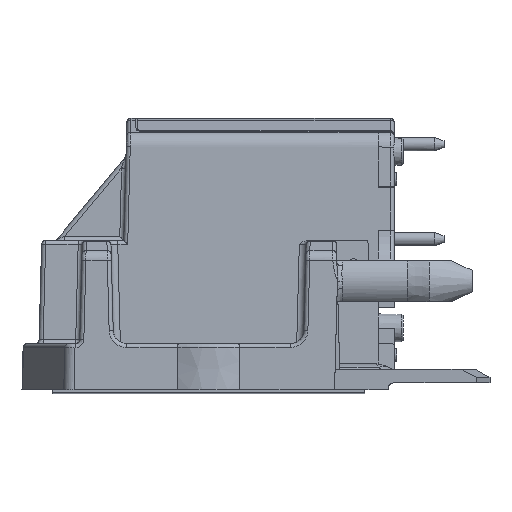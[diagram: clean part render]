
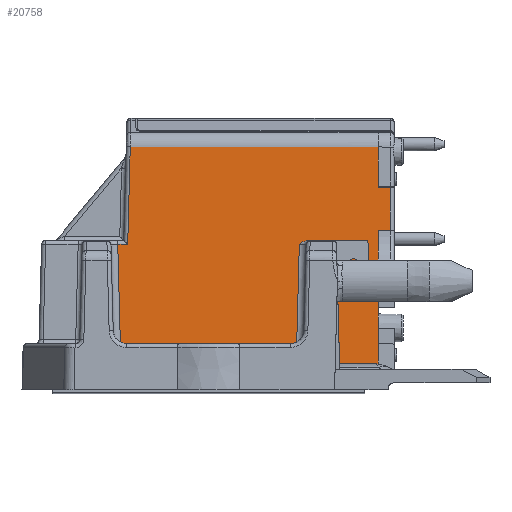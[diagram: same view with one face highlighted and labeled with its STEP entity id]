
A CAD part, left-side view. The second image highlights one B-rep face of the part: STEP entity #20758.
In plain terms, the highlighted planar face has unit normal (-1, 0, 0.026).
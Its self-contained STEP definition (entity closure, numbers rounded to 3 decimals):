
#280=B_SPLINE_CURVE_WITH_KNOTS('',3,(#30516,#30517,#30518,#30519,#30520,
#30521,#30522),.UNSPECIFIED.,.F.,.F.,(4,1,1,1,4),(0.,0.25,0.5,0.75,1.),
 .UNSPECIFIED.);
#361=ELLIPSE('',#21288,2.001,2.);
#385=ELLIPSE('',#21348,0.3,0.3);
#692=LINE('',#27469,#1878);
#716=LINE('',#27584,#1902);
#915=LINE('',#30234,#2101);
#917=LINE('',#30242,#2103);
#1033=LINE('',#30879,#2219);
#1045=LINE('',#30929,#2231);
#1050=LINE('',#30947,#2236);
#1297=LINE('',#31706,#2483);
#1309=LINE('',#31731,#2495);
#1333=LINE('',#31801,#2519);
#1334=LINE('',#31802,#2520);
#1335=LINE('',#31803,#2521);
#1336=LINE('',#31805,#2522);
#1337=LINE('',#31807,#2523);
#1338=LINE('',#31809,#2524);
#1339=LINE('',#31811,#2525);
#1340=LINE('',#31812,#2526);
#1878=VECTOR('',#22978,1000.);
#1902=VECTOR('',#23048,1000.);
#2101=VECTOR('',#23841,1000.);
#2103=VECTOR('',#23849,1000.);
#2219=VECTOR('',#24267,1000.);
#2231=VECTOR('',#24293,1000.);
#2236=VECTOR('',#24312,1000.);
#2483=VECTOR('',#24999,1000.);
#2495=VECTOR('',#25035,1000.);
#2519=VECTOR('',#25125,1000.);
#2520=VECTOR('',#25126,1000.);
#2521=VECTOR('',#25127,1000.);
#2522=VECTOR('',#25128,1000.);
#2523=VECTOR('',#25129,1000.);
#2524=VECTOR('',#25130,1000.);
#2525=VECTOR('',#25131,1000.);
#2526=VECTOR('',#25132,1000.);
#3103=PLANE('',#22024);
#5782=ORIENTED_EDGE('',*,*,#8596,.T.);
#5783=ORIENTED_EDGE('',*,*,#8373,.F.);
#5784=ORIENTED_EDGE('',*,*,#8377,.F.);
#5785=ORIENTED_EDGE('',*,*,#8623,.F.);
#5786=ORIENTED_EDGE('',*,*,#8981,.T.);
#5787=ORIENTED_EDGE('',*,*,#8614,.T.);
#5788=ORIENTED_EDGE('',*,*,#8427,.F.);
#5789=ORIENTED_EDGE('',*,*,#8969,.F.);
#5790=ORIENTED_EDGE('',*,*,#8004,.F.);
#5791=ORIENTED_EDGE('',*,*,#9017,.T.);
#5792=ORIENTED_EDGE('',*,*,#7869,.T.);
#5793=ORIENTED_EDGE('',*,*,#7859,.F.);
#5794=ORIENTED_EDGE('',*,*,#9018,.F.);
#5795=ORIENTED_EDGE('',*,*,#9019,.T.);
#5796=ORIENTED_EDGE('',*,*,#9020,.T.);
#5797=ORIENTED_EDGE('',*,*,#9021,.T.);
#5798=ORIENTED_EDGE('',*,*,#9022,.T.);
#5799=ORIENTED_EDGE('',*,*,#9023,.T.);
#5800=ORIENTED_EDGE('',*,*,#7829,.T.);
#5801=ORIENTED_EDGE('',*,*,#9024,.F.);
#7829=EDGE_CURVE('',#9887,#9888,#692,.T.);
#7859=EDGE_CURVE('',#9910,#9911,#361,.T.);
#7869=EDGE_CURVE('',#9917,#9911,#716,.T.);
#8004=EDGE_CURVE('',#10019,#10020,#385,.T.);
#8373=EDGE_CURVE('',#10256,#10255,#915,.T.);
#8377=EDGE_CURVE('',#10260,#10256,#917,.T.);
#8427=EDGE_CURVE('',#10293,#10294,#280,.F.);
#8596=EDGE_CURVE('',#10410,#10255,#1033,.T.);
#8614=EDGE_CURVE('',#10423,#10294,#1045,.T.);
#8623=EDGE_CURVE('',#10426,#10260,#1050,.T.);
#8969=EDGE_CURVE('',#10020,#10293,#1297,.T.);
#8981=EDGE_CURVE('',#10426,#10423,#1309,.T.);
#9017=EDGE_CURVE('',#10019,#9917,#1333,.T.);
#9018=EDGE_CURVE('',#10619,#9910,#1334,.T.);
#9019=EDGE_CURVE('',#10619,#10631,#1335,.T.);
#9020=EDGE_CURVE('',#10631,#10632,#1336,.T.);
#9021=EDGE_CURVE('',#10632,#10633,#1337,.T.);
#9022=EDGE_CURVE('',#10633,#10634,#1338,.T.);
#9023=EDGE_CURVE('',#10634,#9887,#1339,.T.);
#9024=EDGE_CURVE('',#10410,#9888,#1340,.T.);
#9887=VERTEX_POINT('',#27466);
#9888=VERTEX_POINT('',#27468);
#9910=VERTEX_POINT('',#27549);
#9911=VERTEX_POINT('',#27551);
#9917=VERTEX_POINT('',#27585);
#10019=VERTEX_POINT('',#28442);
#10020=VERTEX_POINT('',#28444);
#10255=VERTEX_POINT('',#30221);
#10256=VERTEX_POINT('',#30232);
#10260=VERTEX_POINT('',#30241);
#10293=VERTEX_POINT('',#30523);
#10294=VERTEX_POINT('',#30524);
#10410=VERTEX_POINT('',#30880);
#10423=VERTEX_POINT('',#30930);
#10426=VERTEX_POINT('',#30940);
#10619=VERTEX_POINT('',#31739);
#10631=VERTEX_POINT('',#31804);
#10632=VERTEX_POINT('',#31806);
#10633=VERTEX_POINT('',#31808);
#10634=VERTEX_POINT('',#31810);
#12064=EDGE_LOOP('',(#5782,#5783,#5784,#5785,#5786,#5787,#5788,#5789,#5790,
#5791,#5792,#5793,#5794,#5795,#5796,#5797,#5798,#5799,#5800,#5801));
#13153=FACE_BOUND('',#12064,.T.);
#20758=ADVANCED_FACE('',(#13153),#3103,.T.);
#21288=AXIS2_PLACEMENT_3D('',#27550,#23029,#23030);
#21348=AXIS2_PLACEMENT_3D('',#28443,#23206,#23207);
#22024=AXIS2_PLACEMENT_3D('',#31800,#25123,#25124);
#22978=DIRECTION('',(0.026,0.,1.));
#23029=DIRECTION('',(-1.,0.,0.026));
#23030=DIRECTION('',(-0.026,0.,-1.));
#23048=DIRECTION('',(0.,-1.,0.));
#23206=DIRECTION('',(-1.,0.,0.026));
#23207=DIRECTION('',(0.026,0.,1.));
#23841=DIRECTION('',(0.026,-0.026,0.999));
#23849=DIRECTION('',(0.,-1.,0.));
#24267=DIRECTION('',(0.,1.,0.));
#24293=DIRECTION('',(0.026,-0.026,0.999));
#24312=DIRECTION('',(0.026,0.026,0.999));
#24999=DIRECTION('',(0.,1.,0.));
#25035=DIRECTION('',(0.,-1.,0.));
#25123=DIRECTION('',(-1.,0.,0.026));
#25124=DIRECTION('',(0.026,0.,1.));
#25125=DIRECTION('',(-0.026,-0.026,-0.999));
#25126=DIRECTION('',(-0.026,0.,-1.));
#25127=DIRECTION('',(0.026,0.,1.));
#25128=DIRECTION('',(0.026,0.,1.));
#25129=DIRECTION('',(0.,-1.,0.));
#25130=DIRECTION('',(0.026,0.,1.));
#25131=DIRECTION('',(0.,1.,0.));
#25132=DIRECTION('',(-0.026,0.,-1.));
#27466=CARTESIAN_POINT('',(-30.199,-12.5,14.907));
#27468=CARTESIAN_POINT('',(-30.196,-12.5,15.01));
#27469=CARTESIAN_POINT('',(-30.301,-12.5,10.995));
#27549=CARTESIAN_POINT('',(-30.539,-12.5,1.892));
#27550=CARTESIAN_POINT('',(-30.592,-12.323,-0.1));
#27551=CARTESIAN_POINT('',(-30.539,-12.323,1.9));
#27584=CARTESIAN_POINT('',(-30.539,0.,1.9));
#27585=CARTESIAN_POINT('',(-30.539,-9.66,1.9));
#28442=CARTESIAN_POINT('',(-30.309,-9.429,10.708));
#28443=CARTESIAN_POINT('',(-30.309,-9.129,10.7));
#28444=CARTESIAN_POINT('',(-30.301,-9.129,11.));
#30221=CARTESIAN_POINT('',(-30.12,5.769,17.898));
#30232=CARTESIAN_POINT('',(-30.309,5.958,10.708));
#30234=CARTESIAN_POINT('',(-30.496,6.145,3.561));
#30241=CARTESIAN_POINT('',(-30.309,6.692,10.708));
#30242=CARTESIAN_POINT('',(-30.309,6.699,10.708));
#30516=CARTESIAN_POINT('',(-30.309,-6.692,10.708));
#30517=CARTESIAN_POINT('',(-30.307,-6.752,10.755));
#30518=CARTESIAN_POINT('',(-30.305,-6.867,10.837));
#30519=CARTESIAN_POINT('',(-30.303,-6.966,10.904));
#30520=CARTESIAN_POINT('',(-30.301,-7.154,10.987));
#30521=CARTESIAN_POINT('',(-30.301,-7.257,11.));
#30522=CARTESIAN_POINT('',(-30.301,-7.31,11.));
#30523=CARTESIAN_POINT('',(-30.301,-7.31,11.));
#30524=CARTESIAN_POINT('',(-30.309,-6.692,10.708));
#30879=CARTESIAN_POINT('',(-30.12,0.,17.898));
#30880=CARTESIAN_POINT('',(-30.12,-12.5,17.898));
#30929=CARTESIAN_POINT('',(-30.301,-6.7,11.013));
#30930=CARTESIAN_POINT('',(-30.5,-6.5,3.4));
#30940=CARTESIAN_POINT('',(-30.5,6.5,3.4));
#30947=CARTESIAN_POINT('',(-30.5,6.501,3.413));
#31706=CARTESIAN_POINT('',(-30.301,0.,11.));
#31731=CARTESIAN_POINT('',(-30.5,0.,3.4));
#31739=CARTESIAN_POINT('',(-30.5,-12.5,3.4));
#31800=CARTESIAN_POINT('',(-30.5,0.,3.4));
#31801=CARTESIAN_POINT('',(-30.385,-9.506,7.775));
#31802=CARTESIAN_POINT('',(-30.327,-12.5,9.998));
#31803=CARTESIAN_POINT('',(-30.301,-12.5,10.995));
#31804=CARTESIAN_POINT('',(-30.431,-12.5,6.039));
#31805=CARTESIAN_POINT('',(-30.301,-12.5,10.995));
#31806=CARTESIAN_POINT('',(-30.281,-12.5,11.747));
#31807=CARTESIAN_POINT('',(-30.281,62.047,11.747));
#31808=CARTESIAN_POINT('',(-30.281,-13.4,11.747));
#31809=CARTESIAN_POINT('',(-30.199,-13.4,14.907));
#31810=CARTESIAN_POINT('',(-30.199,-13.4,14.907));
#31811=CARTESIAN_POINT('',(-30.199,142.569,14.907));
#31812=CARTESIAN_POINT('',(-30.327,-12.5,9.998));
